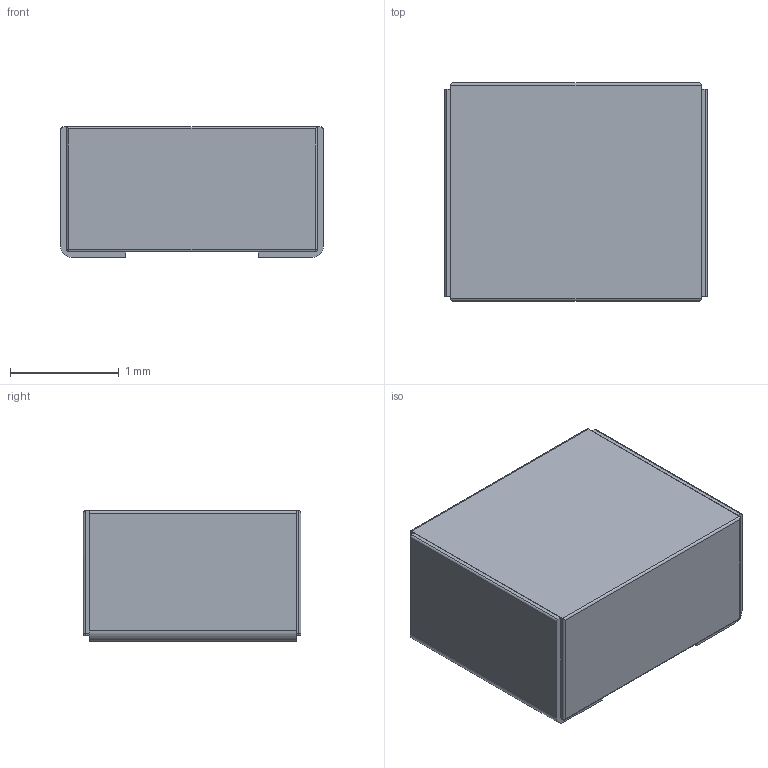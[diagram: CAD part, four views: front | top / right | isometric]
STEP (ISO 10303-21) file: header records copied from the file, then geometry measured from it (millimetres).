
FILE_DESCRIPTION (( 'STEP AP214' ), '1' );
FILE_NAME ('User Library-SRP2512.STEP', '2020-10-28T22:16:52', ( '' ), ( '' ), 'SwSTEP 2.0', 'SolidWorks 2020', '' );
FILE_SCHEMA (( 'AUTOMOTIVE_DESIGN' ));
Length unit declared in the file: millimetre
Products named in the file (3): User Library-SRP2512; SRP2512_Patte; SRP2512_Body
Assembly tree (3 placements, depth 2):
  User Library-SRP2512
    SRP2512_Body
    SRP2512_Patte  x2
Bounding box: 2.41 x 2 x 1.2 mm (x, y, z)
Volume: 5.6 mm3; surface area: 32.6 mm2
Topology: 3 solids, 3 shells, 42 faces, 96 edges, 56 vertices
Faces by surface type: plane 22, cylinder 16, sphere 4
Entity records: 927 total; most frequent: DIRECTION 153, CARTESIAN_POINT 152, ORIENTED_EDGE 130, EDGE_CURVE 65, AXIS2_PLACEMENT_3D 55, LINE 43, VECTOR 43, VERTEX_POINT 38
